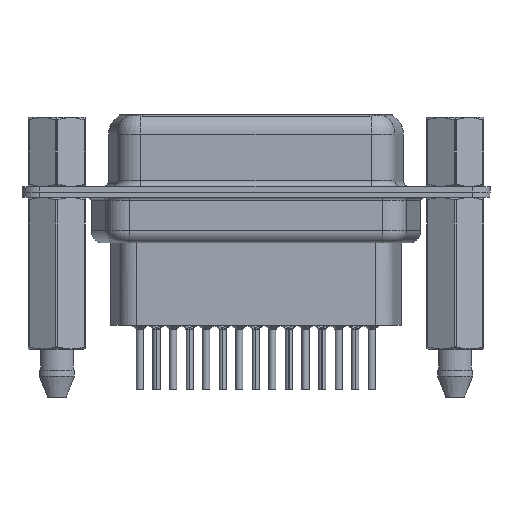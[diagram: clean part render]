
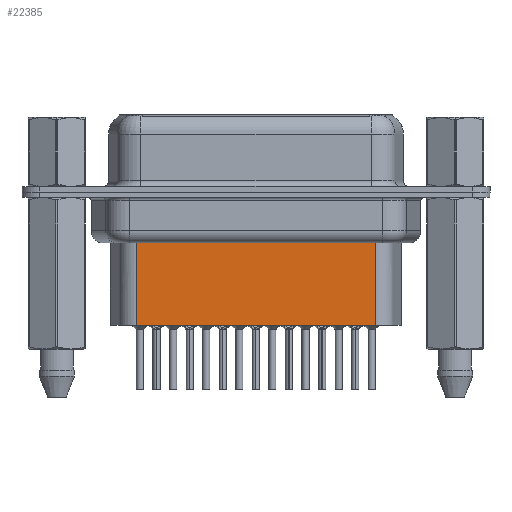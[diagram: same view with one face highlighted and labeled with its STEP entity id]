
A CAD part, front view. The second image highlights one B-rep face of the part: STEP entity #22385.
In plain terms, the highlighted planar face has unit normal (0, -1, 0).
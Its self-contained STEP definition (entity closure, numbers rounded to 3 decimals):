
#1610 = CARTESIAN_POINT ( 'NONE',  ( 26.619, -3.5, -4.097 ) ) ;
#1693 = EDGE_CURVE ( 'NONE', #20796, #8772, #12444, .T. ) ;
#1915 = LINE ( 'NONE', #18137, #21376 ) ;
#2175 = VECTOR ( 'NONE', #26400, 1000. ) ;
#3170 = CARTESIAN_POINT ( 'NONE',  ( 26.619, -3.5, -11.15 ) ) ;
#3240 = CARTESIAN_POINT ( 'NONE',  ( 6.681, -3.5, -3.1 ) ) ;
#3638 = EDGE_CURVE ( 'NONE', #20796, #19946, #1915, .T. ) ;
#5224 = FACE_OUTER_BOUND ( 'NONE', #24093, .T. ) ;
#5796 = VECTOR ( 'NONE', #26393, 1000. ) ;
#7635 = CARTESIAN_POINT ( 'NONE',  ( 6.434, -3.5, -4.097 ) ) ;
#8772 = VERTEX_POINT ( 'NONE', #22303 ) ;
#10426 = ORIENTED_EDGE ( 'NONE', *, *, #14159, .F. ) ;
#12181 = PLANE ( 'NONE',  #15973 ) ;
#12323 = LINE ( 'NONE', #3240, #12926 ) ;
#12444 = LINE ( 'NONE', #7635, #5796 ) ;
#12926 = VECTOR ( 'NONE', #19461, 1000. ) ;
#13374 = DIRECTION ( 'NONE',  ( 1., 0., 0. ) ) ;
#13730 = ORIENTED_EDGE ( 'NONE', *, *, #3638, .F. ) ;
#14159 = EDGE_CURVE ( 'NONE', #19946, #26184, #14280, .T. ) ;
#14280 = LINE ( 'NONE', #17156, #2175 ) ;
#15973 = AXIS2_PLACEMENT_3D ( 'NONE', #19177, #24441, #13374 ) ;
#17156 = CARTESIAN_POINT ( 'NONE',  ( 6.681, -3.5, -11.15 ) ) ;
#18137 = CARTESIAN_POINT ( 'NONE',  ( 26.619, -3.5, -3.1 ) ) ;
#19075 = EDGE_CURVE ( 'NONE', #8772, #26184, #12323, .T. ) ;
#19177 = CARTESIAN_POINT ( 'NONE',  ( 6.681, -3.5, -3.1 ) ) ;
#19461 = DIRECTION ( 'NONE',  ( 0., 0., -1. ) ) ;
#19946 = VERTEX_POINT ( 'NONE', #3170 ) ;
#20796 = VERTEX_POINT ( 'NONE', #1610 ) ;
#21376 = VECTOR ( 'NONE', #29917, 1000. ) ;
#22303 = CARTESIAN_POINT ( 'NONE',  ( 6.681, -3.5, -4.097 ) ) ;
#22385 = ADVANCED_FACE ( 'NONE', ( #5224 ), #12181, .T. ) ;
#23879 = ORIENTED_EDGE ( 'NONE', *, *, #19075, .T. ) ;
#24093 = EDGE_LOOP ( 'NONE', ( #13730, #24512, #23879, #10426 ) ) ;
#24441 = DIRECTION ( 'NONE',  ( 0., -1., 0. ) ) ;
#24512 = ORIENTED_EDGE ( 'NONE', *, *, #1693, .T. ) ;
#26184 = VERTEX_POINT ( 'NONE', #29602 ) ;
#26393 = DIRECTION ( 'NONE',  ( -1., 0., 0. ) ) ;
#26400 = DIRECTION ( 'NONE',  ( -1., 0., 0. ) ) ;
#29602 = CARTESIAN_POINT ( 'NONE',  ( 6.681, -3.5, -11.15 ) ) ;
#29917 = DIRECTION ( 'NONE',  ( 0., 0., -1. ) ) ;
